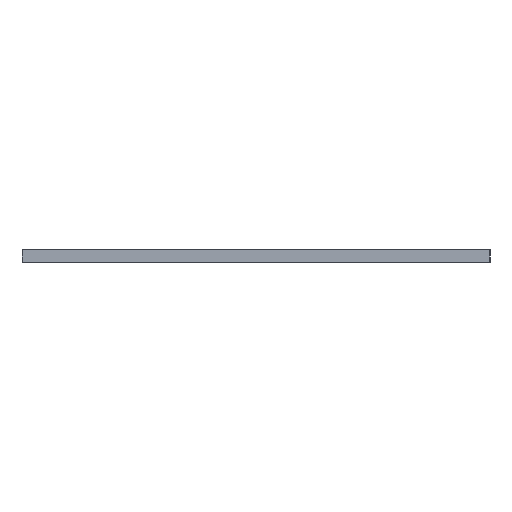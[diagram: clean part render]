
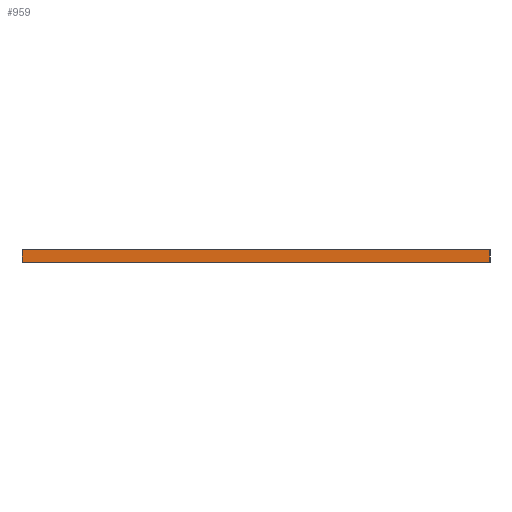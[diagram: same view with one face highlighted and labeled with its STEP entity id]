
A CAD part, left-side view. The second image highlights one B-rep face of the part: STEP entity #959.
In plain terms, the highlighted planar face has unit normal (-1, 0, 0).
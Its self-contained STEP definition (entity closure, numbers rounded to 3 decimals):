
#1=DIRECTION('',(0.,-1.,0.));
#2=VECTOR('',#1,30.);
#3=CARTESIAN_POINT('',(-95.,15.,0.));
#4=LINE('',#3,#2);
#213=DIRECTION('',(0.,0.,1.));
#214=VECTOR('',#213,0.8);
#215=CARTESIAN_POINT('',(-95.,15.,0.));
#216=LINE('',#215,#214);
#225=DIRECTION('',(0.,0.,1.));
#226=VECTOR('',#225,0.8);
#227=CARTESIAN_POINT('',(-95.,-15.,0.));
#228=LINE('',#227,#226);
#229=DIRECTION('',(0.,-1.,0.));
#230=VECTOR('',#229,30.);
#231=CARTESIAN_POINT('',(-95.,15.,0.8));
#232=LINE('',#231,#230);
#617=CARTESIAN_POINT('',(-95.,15.,0.));
#618=CARTESIAN_POINT('',(-95.,-15.,0.));
#619=VERTEX_POINT('',#617);
#620=VERTEX_POINT('',#618);
#625=CARTESIAN_POINT('',(-95.,15.,0.8));
#626=CARTESIAN_POINT('',(-95.,-15.,0.8));
#627=VERTEX_POINT('',#625);
#628=VERTEX_POINT('',#626);
#945=CARTESIAN_POINT('',(-95.,15.,0.));
#946=DIRECTION('',(-1.,0.,0.));
#947=DIRECTION('',(0.,-1.,0.));
#948=AXIS2_PLACEMENT_3D('',#945,#946,#947);
#949=PLANE('',#948);
#950=ORIENTED_EDGE('',*,*,#814,.F.);
#952=ORIENTED_EDGE('',*,*,#951,.T.);
#954=ORIENTED_EDGE('',*,*,#953,.T.);
#956=ORIENTED_EDGE('',*,*,#955,.F.);
#957=EDGE_LOOP('',(#950,#952,#954,#956));
#958=FACE_OUTER_BOUND('',#957,.F.);
#814=EDGE_CURVE('',#619,#620,#4,.T.);
#951=EDGE_CURVE('',#619,#627,#216,.T.);
#953=EDGE_CURVE('',#627,#628,#232,.T.);
#955=EDGE_CURVE('',#620,#628,#228,.T.);
#959=ADVANCED_FACE('',(#958),#949,.T.);
